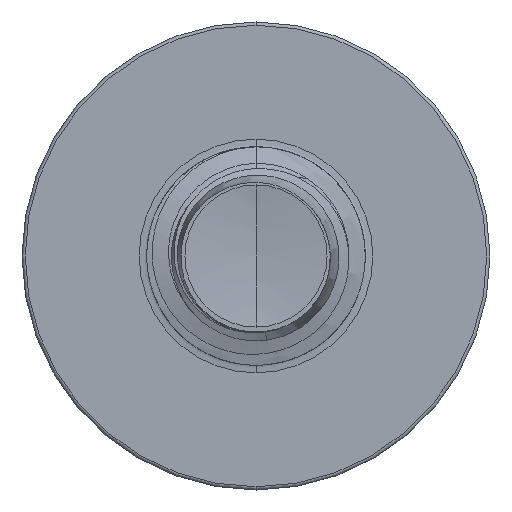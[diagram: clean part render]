
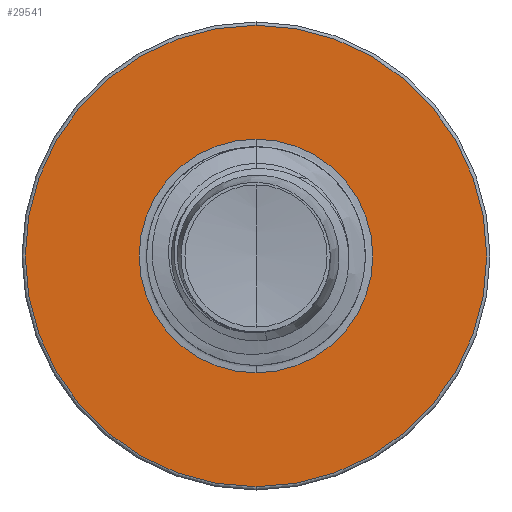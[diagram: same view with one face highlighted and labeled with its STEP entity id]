
A CAD part, front view. The second image highlights one B-rep face of the part: STEP entity #29541.
In plain terms, the highlighted planar face has unit normal (0, -1, 0).
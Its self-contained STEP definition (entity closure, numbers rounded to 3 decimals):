
#496 = DIRECTION ( 'NONE',  ( 0., 0., 1. ) ) ;
#1329 = ORIENTED_EDGE ( 'NONE', *, *, #22663, .F. ) ;
#1463 = CARTESIAN_POINT ( 'NONE',  ( 0., 19., 3.698 ) ) ;
#3997 = CARTESIAN_POINT ( 'NONE',  ( 0., 19., 0. ) ) ;
#4986 = VERTEX_POINT ( 'NONE', #25209 ) ;
#5922 = AXIS2_PLACEMENT_3D ( 'NONE', #3997, #23405, #6777 ) ;
#6018 = ORIENTED_EDGE ( 'NONE', *, *, #21970, .T. ) ;
#6777 = DIRECTION ( 'NONE',  ( 0., 0., 1. ) ) ;
#7023 = AXIS2_PLACEMENT_3D ( 'NONE', #24860, #8237, #27643 ) ;
#8237 = DIRECTION ( 'NONE',  ( 0., 1., 0. ) ) ;
#8244 = FACE_OUTER_BOUND ( 'NONE', #22925, .T. ) ;
#9300 = ORIENTED_EDGE ( 'NONE', *, *, #13260, .F. ) ;
#9795 = DIRECTION ( 'NONE',  ( 0., 1., 0. ) ) ;
#11911 = AXIS2_PLACEMENT_3D ( 'NONE', #33064, #16311, #35862 ) ;
#12737 = VERTEX_POINT ( 'NONE', #1463 ) ;
#13260 = EDGE_CURVE ( 'NONE', #12737, #24086, #31134, .T. ) ;
#13412 = CIRCLE ( 'NONE', #11911, 3.698 ) ;
#15092 = PLANE ( 'NONE',  #24359 ) ;
#16311 = DIRECTION ( 'NONE',  ( 0., 1., 0. ) ) ;
#16956 = CARTESIAN_POINT ( 'NONE',  ( 0., 19., 1.872 ) ) ;
#17068 = DIRECTION ( 'NONE',  ( 0., 1., 0. ) ) ;
#18974 = CARTESIAN_POINT ( 'NONE',  ( 0., 19., -3.697 ) ) ;
#21683 = VERTEX_POINT ( 'NONE', #16956 ) ;
#21970 = EDGE_CURVE ( 'NONE', #21683, #4986, #23470, .T. ) ;
#22663 = EDGE_CURVE ( 'NONE', #24086, #12737, #13412, .T. ) ;
#22925 = EDGE_LOOP ( 'NONE', ( #9300, #1329 ) ) ;
#23405 = DIRECTION ( 'NONE',  ( 0., 1., 0. ) ) ;
#23470 = CIRCLE ( 'NONE', #5922, 1.872 ) ;
#24086 = VERTEX_POINT ( 'NONE', #18974 ) ;
#24359 = AXIS2_PLACEMENT_3D ( 'NONE', #34772, #9795, #29250 ) ;
#24860 = CARTESIAN_POINT ( 'NONE',  ( 0., 19., 0. ) ) ;
#25209 = CARTESIAN_POINT ( 'NONE',  ( 0., 19., -1.872 ) ) ;
#25269 = ORIENTED_EDGE ( 'NONE', *, *, #29127, .T. ) ;
#27111 = AXIS2_PLACEMENT_3D ( 'NONE', #33810, #17068, #496 ) ;
#27643 = DIRECTION ( 'NONE',  ( 0., 0., 1. ) ) ;
#27808 = EDGE_LOOP ( 'NONE', ( #6018, #25269 ) ) ;
#29127 = EDGE_CURVE ( 'NONE', #4986, #21683, #30427, .T. ) ;
#29250 = DIRECTION ( 'NONE',  ( 0., 0., 1. ) ) ;
#29532 = FACE_BOUND ( 'NONE', #27808, .T. ) ;
#29541 = ADVANCED_FACE ( 'NONE', ( #8244, #29532 ), #15092, .F. ) ;
#30427 = CIRCLE ( 'NONE', #27111, 1.872 ) ;
#31134 = CIRCLE ( 'NONE', #7023, 3.698 ) ;
#33064 = CARTESIAN_POINT ( 'NONE',  ( 0., 19., 0. ) ) ;
#33810 = CARTESIAN_POINT ( 'NONE',  ( 0., 19., 0. ) ) ;
#34772 = CARTESIAN_POINT ( 'NONE',  ( 0., 19., -1.872 ) ) ;
#35862 = DIRECTION ( 'NONE',  ( 0., 0., 1. ) ) ;
